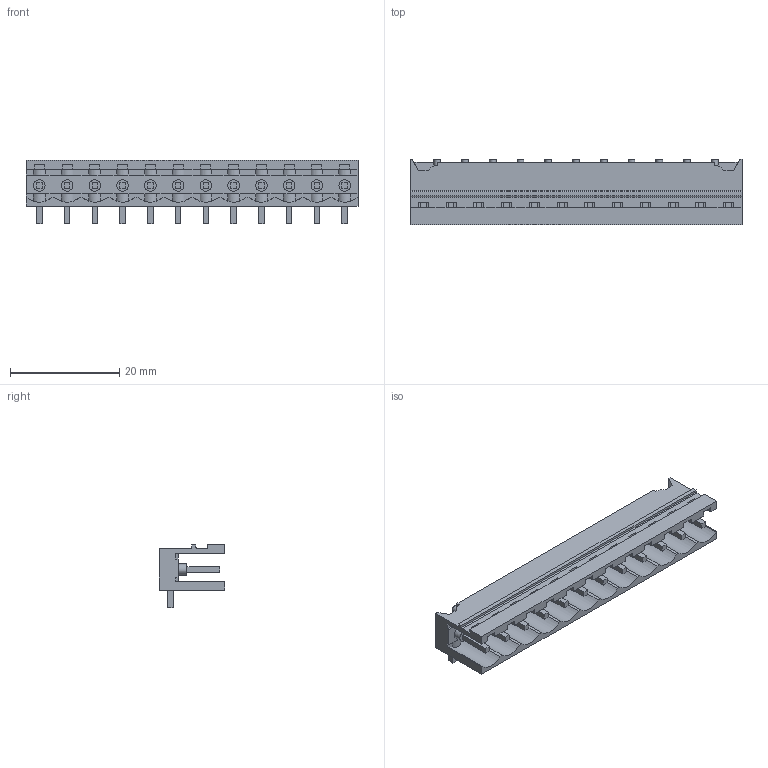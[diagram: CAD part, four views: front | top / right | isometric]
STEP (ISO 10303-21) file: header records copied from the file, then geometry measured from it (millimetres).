
FILE_DESCRIPTION(('CATIA V5 STEP Exchange','CAx-IF Rec.Pracs.--- Model Styling and Organization---1.2---2011-12-15'),'2;1');
FILE_NAME ('D1456017_0', '2018-03-09T07:45:06+00:00', ('none'), ('Weidmueller'), 'CATIA Version 5-6 Release 2014', 'CATIA V5 STEP AP214', 'none');
FILE_SCHEMA(('AUTOMOTIVE_DESIGN { 1 0 10303 214 1 1 1 1 }'));
Length unit declared in the file: millimetre
Products named in the file (1): 1780050000
Bounding box: 60.76 x 12 x 11.63 mm (x, y, z)
Volume: 2174.9 mm3; surface area: 5119.7 mm2
Topology: 13 solids, 13 shells, 663 faces, 2117 edges, 1468 vertices
Faces by surface type: plane 546, cylinder 115, extrusion 2
Entity records: 21640 total; most frequent: CARTESIAN_POINT 4313, ORIENTED_EDGE 4234, DIRECTION 2627, EDGE_CURVE 2117, VECTOR 1637, LINE 1635, VERTEX_POINT 1468, EDGE_LOOP 699
